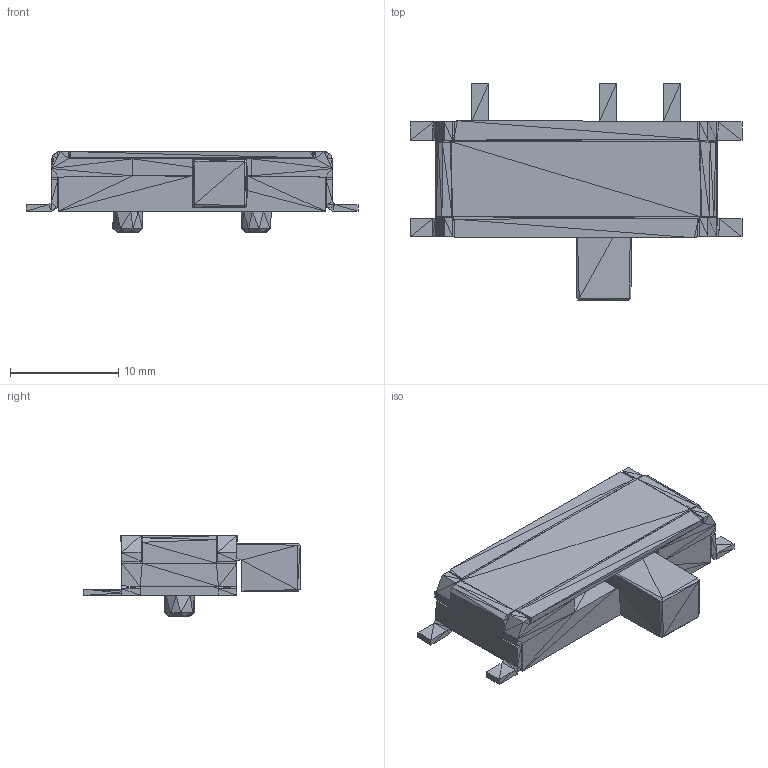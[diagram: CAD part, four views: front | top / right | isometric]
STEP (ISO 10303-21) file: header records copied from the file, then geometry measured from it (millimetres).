
FILE_DESCRIPTION (( 'STEP AP203' ), '1' );
FILE_NAME ('OBJ_SW-SMD_G-SWITCH_MK-12C02-G015.STEP', '2025-07-12T04:13:45', ( '' ), ( '' ), 'SwSTEP 2.0', 'SolidWorks 2024', '' );
FILE_SCHEMA (( 'CONFIG_CONTROL_DESIGN' ));
Length unit declared in the file: millimetre
Products named in the file (1): OBJ_SW-SMD_G-SWITCH_MK-12C02-G015
Bounding box: 30.71 x 20.06 x 7.48 mm (x, y, z)
Volume: 1613 mm3; surface area: 1925.2 mm2
Topology: 2 solids, 2 shells, 912 faces, 1368 edges, 460 vertices
Faces by surface type: plane 912
Entity records: 17879 total; most frequent: DIRECTION 3194, CARTESIAN_POINT 2741, ORIENTED_EDGE 2736, EDGE_CURVE 1368, LINE 1368, VECTOR 1368, AXIS2_PLACEMENT_3D 913, FACE_OUTER_BOUND 912
